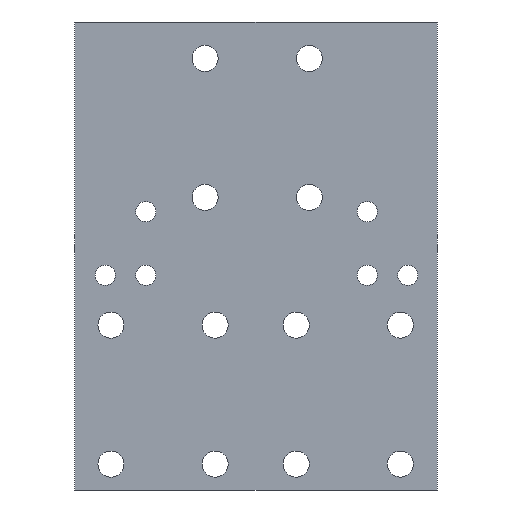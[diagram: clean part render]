
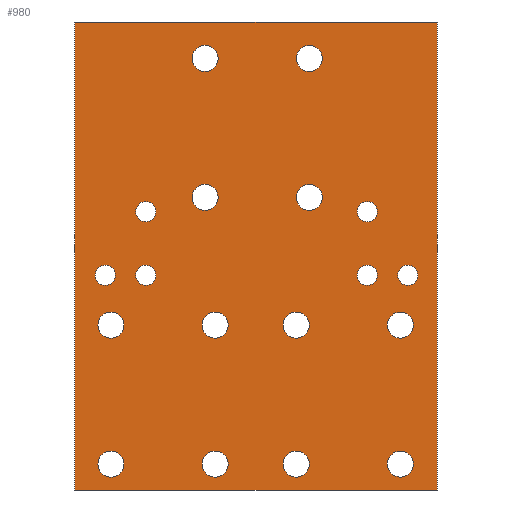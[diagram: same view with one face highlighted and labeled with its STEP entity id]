
A CAD part, front view. The second image highlights one B-rep face of the part: STEP entity #980.
In plain terms, the highlighted planar face has unit normal (0, -1, 0).
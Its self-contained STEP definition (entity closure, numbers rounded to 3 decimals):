
#54=FACE_BOUND('',#256,.T.);
#55=FACE_BOUND('',#257,.T.);
#56=FACE_BOUND('',#258,.T.);
#57=FACE_BOUND('',#259,.T.);
#58=FACE_BOUND('',#260,.T.);
#59=FACE_BOUND('',#261,.T.);
#60=FACE_BOUND('',#262,.T.);
#61=FACE_BOUND('',#263,.T.);
#62=FACE_BOUND('',#264,.T.);
#63=FACE_BOUND('',#265,.T.);
#64=FACE_BOUND('',#266,.T.);
#65=FACE_BOUND('',#267,.T.);
#66=FACE_BOUND('',#268,.T.);
#67=FACE_BOUND('',#269,.T.);
#68=FACE_BOUND('',#270,.T.);
#69=FACE_BOUND('',#271,.T.);
#70=FACE_BOUND('',#272,.T.);
#71=FACE_BOUND('',#273,.T.);
#111=CIRCLE('',#1061,2.25);
#112=CIRCLE('',#1062,2.25);
#113=CIRCLE('',#1063,2.25);
#114=CIRCLE('',#1064,2.25);
#115=CIRCLE('',#1065,2.25);
#116=CIRCLE('',#1066,2.25);
#117=CIRCLE('',#1067,1.75);
#118=CIRCLE('',#1068,1.75);
#119=CIRCLE('',#1069,2.25);
#120=CIRCLE('',#1070,2.25);
#121=CIRCLE('',#1071,2.25);
#122=CIRCLE('',#1072,2.25);
#123=CIRCLE('',#1073,2.25);
#124=CIRCLE('',#1074,1.75);
#125=CIRCLE('',#1075,1.75);
#126=CIRCLE('',#1076,1.75);
#127=CIRCLE('',#1077,1.75);
#128=CIRCLE('',#1078,2.25);
#189=FACE_OUTER_BOUND('',#255,.T.);
#255=EDGE_LOOP('',(#695,#696,#697,#698));
#256=EDGE_LOOP('',(#699));
#257=EDGE_LOOP('',(#700));
#258=EDGE_LOOP('',(#701));
#259=EDGE_LOOP('',(#702));
#260=EDGE_LOOP('',(#703));
#261=EDGE_LOOP('',(#704));
#262=EDGE_LOOP('',(#705));
#263=EDGE_LOOP('',(#706));
#264=EDGE_LOOP('',(#707));
#265=EDGE_LOOP('',(#708));
#266=EDGE_LOOP('',(#709));
#267=EDGE_LOOP('',(#710));
#268=EDGE_LOOP('',(#711));
#269=EDGE_LOOP('',(#712));
#270=EDGE_LOOP('',(#713));
#271=EDGE_LOOP('',(#714));
#272=EDGE_LOOP('',(#715));
#273=EDGE_LOOP('',(#716));
#378=LINE('',#1549,#429);
#379=LINE('',#1551,#430);
#380=LINE('',#1553,#431);
#381=LINE('',#1554,#432);
#429=VECTOR('',#1208,10.);
#430=VECTOR('',#1209,10.);
#431=VECTOR('',#1210,10.);
#432=VECTOR('',#1211,10.);
#480=VERTEX_POINT('',#1547);
#481=VERTEX_POINT('',#1548);
#482=VERTEX_POINT('',#1550);
#483=VERTEX_POINT('',#1552);
#484=VERTEX_POINT('',#1555);
#485=VERTEX_POINT('',#1557);
#486=VERTEX_POINT('',#1559);
#487=VERTEX_POINT('',#1561);
#488=VERTEX_POINT('',#1563);
#489=VERTEX_POINT('',#1565);
#490=VERTEX_POINT('',#1567);
#491=VERTEX_POINT('',#1569);
#492=VERTEX_POINT('',#1571);
#493=VERTEX_POINT('',#1573);
#494=VERTEX_POINT('',#1575);
#495=VERTEX_POINT('',#1577);
#496=VERTEX_POINT('',#1579);
#497=VERTEX_POINT('',#1581);
#498=VERTEX_POINT('',#1583);
#499=VERTEX_POINT('',#1585);
#500=VERTEX_POINT('',#1587);
#501=VERTEX_POINT('',#1589);
#566=EDGE_CURVE('',#480,#481,#378,.T.);
#567=EDGE_CURVE('',#482,#480,#379,.T.);
#568=EDGE_CURVE('',#483,#482,#380,.T.);
#569=EDGE_CURVE('',#481,#483,#381,.T.);
#570=EDGE_CURVE('',#484,#484,#111,.T.);
#571=EDGE_CURVE('',#485,#485,#112,.T.);
#572=EDGE_CURVE('',#486,#486,#113,.T.);
#573=EDGE_CURVE('',#487,#487,#114,.T.);
#574=EDGE_CURVE('',#488,#488,#115,.T.);
#575=EDGE_CURVE('',#489,#489,#116,.T.);
#576=EDGE_CURVE('',#490,#490,#117,.T.);
#577=EDGE_CURVE('',#491,#491,#118,.T.);
#578=EDGE_CURVE('',#492,#492,#119,.T.);
#579=EDGE_CURVE('',#493,#493,#120,.T.);
#580=EDGE_CURVE('',#494,#494,#121,.T.);
#581=EDGE_CURVE('',#495,#495,#122,.T.);
#582=EDGE_CURVE('',#496,#496,#123,.T.);
#583=EDGE_CURVE('',#497,#497,#124,.T.);
#584=EDGE_CURVE('',#498,#498,#125,.T.);
#585=EDGE_CURVE('',#499,#499,#126,.T.);
#586=EDGE_CURVE('',#500,#500,#127,.T.);
#587=EDGE_CURVE('',#501,#501,#128,.T.);
#695=ORIENTED_EDGE('',*,*,#566,.F.);
#696=ORIENTED_EDGE('',*,*,#567,.F.);
#697=ORIENTED_EDGE('',*,*,#568,.F.);
#698=ORIENTED_EDGE('',*,*,#569,.F.);
#699=ORIENTED_EDGE('',*,*,#570,.F.);
#700=ORIENTED_EDGE('',*,*,#571,.F.);
#701=ORIENTED_EDGE('',*,*,#572,.F.);
#702=ORIENTED_EDGE('',*,*,#573,.F.);
#703=ORIENTED_EDGE('',*,*,#574,.F.);
#704=ORIENTED_EDGE('',*,*,#575,.F.);
#705=ORIENTED_EDGE('',*,*,#576,.F.);
#706=ORIENTED_EDGE('',*,*,#577,.F.);
#707=ORIENTED_EDGE('',*,*,#578,.F.);
#708=ORIENTED_EDGE('',*,*,#579,.F.);
#709=ORIENTED_EDGE('',*,*,#580,.F.);
#710=ORIENTED_EDGE('',*,*,#581,.F.);
#711=ORIENTED_EDGE('',*,*,#582,.F.);
#712=ORIENTED_EDGE('',*,*,#583,.F.);
#713=ORIENTED_EDGE('',*,*,#584,.F.);
#714=ORIENTED_EDGE('',*,*,#585,.F.);
#715=ORIENTED_EDGE('',*,*,#586,.F.);
#716=ORIENTED_EDGE('',*,*,#587,.F.);
#953=PLANE('',#1060);
#980=ADVANCED_FACE('',(#189,#54,#55,#56,#57,#58,#59,#60,#61,#62,#63,#64,
#65,#66,#67,#68,#69,#70,#71),#953,.F.);
#1060=AXIS2_PLACEMENT_3D('',#1546,#1206,#1207);
#1061=AXIS2_PLACEMENT_3D('',#1556,#1212,#1213);
#1062=AXIS2_PLACEMENT_3D('',#1558,#1214,#1215);
#1063=AXIS2_PLACEMENT_3D('',#1560,#1216,#1217);
#1064=AXIS2_PLACEMENT_3D('',#1562,#1218,#1219);
#1065=AXIS2_PLACEMENT_3D('',#1564,#1220,#1221);
#1066=AXIS2_PLACEMENT_3D('',#1566,#1222,#1223);
#1067=AXIS2_PLACEMENT_3D('',#1568,#1224,#1225);
#1068=AXIS2_PLACEMENT_3D('',#1570,#1226,#1227);
#1069=AXIS2_PLACEMENT_3D('',#1572,#1228,#1229);
#1070=AXIS2_PLACEMENT_3D('',#1574,#1230,#1231);
#1071=AXIS2_PLACEMENT_3D('',#1576,#1232,#1233);
#1072=AXIS2_PLACEMENT_3D('',#1578,#1234,#1235);
#1073=AXIS2_PLACEMENT_3D('',#1580,#1236,#1237);
#1074=AXIS2_PLACEMENT_3D('',#1582,#1238,#1239);
#1075=AXIS2_PLACEMENT_3D('',#1584,#1240,#1241);
#1076=AXIS2_PLACEMENT_3D('',#1586,#1242,#1243);
#1077=AXIS2_PLACEMENT_3D('',#1588,#1244,#1245);
#1078=AXIS2_PLACEMENT_3D('',#1590,#1246,#1247);
#1206=DIRECTION('center_axis',(0.,1.,0.));
#1207=DIRECTION('ref_axis',(1.,0.,0.));
#1208=DIRECTION('',(1.,0.,0.));
#1209=DIRECTION('',(0.,0.,1.));
#1210=DIRECTION('',(-1.,0.,0.));
#1211=DIRECTION('',(0.,0.,-1.));
#1212=DIRECTION('center_axis',(0.,-1.,0.));
#1213=DIRECTION('ref_axis',(1.,0.,0.));
#1214=DIRECTION('center_axis',(0.,-1.,0.));
#1215=DIRECTION('ref_axis',(1.,0.,0.));
#1216=DIRECTION('center_axis',(0.,-1.,0.));
#1217=DIRECTION('ref_axis',(1.,0.,0.));
#1218=DIRECTION('center_axis',(0.,-1.,0.));
#1219=DIRECTION('ref_axis',(1.,0.,0.));
#1220=DIRECTION('center_axis',(0.,-1.,0.));
#1221=DIRECTION('ref_axis',(1.,0.,0.));
#1222=DIRECTION('center_axis',(0.,-1.,0.));
#1223=DIRECTION('ref_axis',(1.,0.,0.));
#1224=DIRECTION('center_axis',(0.,-1.,0.));
#1225=DIRECTION('ref_axis',(1.,0.,0.));
#1226=DIRECTION('center_axis',(0.,-1.,0.));
#1227=DIRECTION('ref_axis',(1.,0.,0.));
#1228=DIRECTION('center_axis',(0.,-1.,0.));
#1229=DIRECTION('ref_axis',(1.,0.,0.));
#1230=DIRECTION('center_axis',(0.,-1.,0.));
#1231=DIRECTION('ref_axis',(1.,0.,0.));
#1232=DIRECTION('center_axis',(0.,-1.,0.));
#1233=DIRECTION('ref_axis',(1.,0.,0.));
#1234=DIRECTION('center_axis',(0.,-1.,0.));
#1235=DIRECTION('ref_axis',(1.,0.,0.));
#1236=DIRECTION('center_axis',(0.,-1.,0.));
#1237=DIRECTION('ref_axis',(1.,0.,0.));
#1238=DIRECTION('center_axis',(0.,-1.,0.));
#1239=DIRECTION('ref_axis',(1.,0.,0.));
#1240=DIRECTION('center_axis',(0.,-1.,0.));
#1241=DIRECTION('ref_axis',(1.,0.,0.));
#1242=DIRECTION('center_axis',(0.,-1.,0.));
#1243=DIRECTION('ref_axis',(1.,0.,0.));
#1244=DIRECTION('center_axis',(0.,-1.,0.));
#1245=DIRECTION('ref_axis',(1.,0.,0.));
#1246=DIRECTION('center_axis',(0.,-1.,0.));
#1247=DIRECTION('ref_axis',(1.,0.,0.));
#1546=CARTESIAN_POINT('Origin',(-0.512,1.,-0.098));
#1547=CARTESIAN_POINT('',(-31.839,1.,40.317));
#1548=CARTESIAN_POINT('',(30.815,1.,40.317));
#1549=CARTESIAN_POINT('',(-16.176,1.,40.317));
#1550=CARTESIAN_POINT('',(-31.839,1.,-40.513));
#1551=CARTESIAN_POINT('',(-31.839,1.,-20.305));
#1552=CARTESIAN_POINT('',(30.815,1.,-40.513));
#1553=CARTESIAN_POINT('',(15.151,1.,-40.513));
#1554=CARTESIAN_POINT('',(30.815,1.,20.11));
#1555=CARTESIAN_POINT('',(4.183,1.,-36.036));
#1556=CARTESIAN_POINT('Origin',(6.433,1.,-36.036));
#1557=CARTESIAN_POINT('',(-27.817,1.,-12.036));
#1558=CARTESIAN_POINT('Origin',(-25.567,1.,-12.036));
#1559=CARTESIAN_POINT('',(22.183,1.,-36.036));
#1560=CARTESIAN_POINT('Origin',(24.433,1.,-36.036));
#1561=CARTESIAN_POINT('',(-27.817,1.,-36.036));
#1562=CARTESIAN_POINT('Origin',(-25.567,1.,-36.036));
#1563=CARTESIAN_POINT('',(4.183,1.,-12.036));
#1564=CARTESIAN_POINT('Origin',(6.433,1.,-12.036));
#1565=CARTESIAN_POINT('',(-9.817,1.,-36.036));
#1566=CARTESIAN_POINT('Origin',(-7.567,1.,-36.036));
#1567=CARTESIAN_POINT('',(16.954,1.,-3.431));
#1568=CARTESIAN_POINT('Origin',(18.704,1.,-3.431));
#1569=CARTESIAN_POINT('',(-21.296,1.,7.569));
#1570=CARTESIAN_POINT('Origin',(-19.546,1.,7.569));
#1571=CARTESIAN_POINT('',(-11.556,1.,10.018));
#1572=CARTESIAN_POINT('Origin',(-9.306,1.,10.018));
#1573=CARTESIAN_POINT('',(-11.556,1.,34.018));
#1574=CARTESIAN_POINT('Origin',(-9.306,1.,34.018));
#1575=CARTESIAN_POINT('',(6.444,1.,34.018));
#1576=CARTESIAN_POINT('Origin',(8.694,1.,34.018));
#1577=CARTESIAN_POINT('',(6.444,1.,10.018));
#1578=CARTESIAN_POINT('Origin',(8.694,1.,10.018));
#1579=CARTESIAN_POINT('',(22.183,1.,-12.036));
#1580=CARTESIAN_POINT('Origin',(24.433,1.,-12.036));
#1581=CARTESIAN_POINT('',(-21.296,1.,-3.431));
#1582=CARTESIAN_POINT('Origin',(-19.546,1.,-3.431));
#1583=CARTESIAN_POINT('',(16.954,1.,7.569));
#1584=CARTESIAN_POINT('Origin',(18.704,1.,7.569));
#1585=CARTESIAN_POINT('',(-28.296,1.,-3.431));
#1586=CARTESIAN_POINT('Origin',(-26.546,1.,-3.431));
#1587=CARTESIAN_POINT('',(23.954,1.,-3.431));
#1588=CARTESIAN_POINT('Origin',(25.704,1.,-3.431));
#1589=CARTESIAN_POINT('',(-9.817,1.,-12.036));
#1590=CARTESIAN_POINT('Origin',(-7.567,1.,-12.036));
